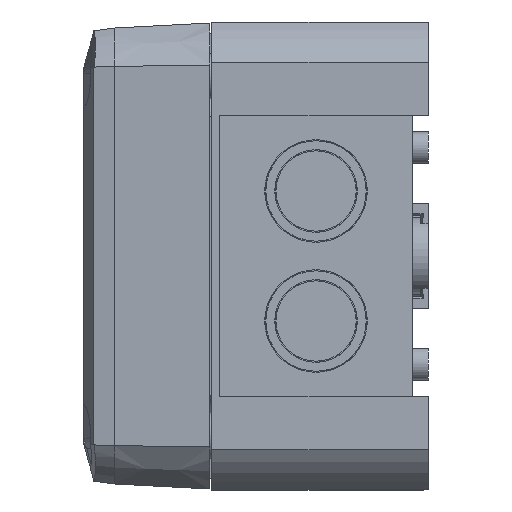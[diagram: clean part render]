
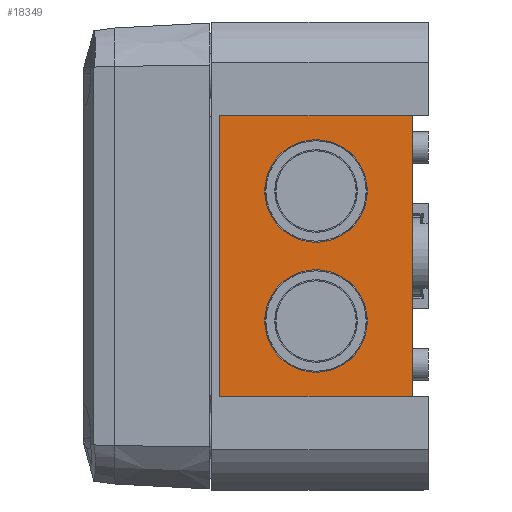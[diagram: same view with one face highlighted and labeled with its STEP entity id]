
A CAD part, left-side view. The second image highlights one B-rep face of the part: STEP entity #18349.
In plain terms, the highlighted planar face has unit normal (-1, -0.026, 0).
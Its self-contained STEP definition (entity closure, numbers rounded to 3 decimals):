
#274 = DIRECTION ( 'NONE',  ( 0.026, -1., 0. ) ) ;
#625 = CARTESIAN_POINT ( 'NONE',  ( -73.688, 48., 35.05 ) ) ;
#672 = AXIS2_PLACEMENT_3D ( 'NONE', #7710, #21837, #8458 ) ;
#1093 = ORIENTED_EDGE ( 'NONE', *, *, #13837, .T. ) ;
#1472 = CIRCLE ( 'NONE', #2032, 12.79 ) ;
#1856 = LINE ( 'NONE', #13672, #10453 ) ;
#1949 = CARTESIAN_POINT ( 'NONE',  ( -72.725, 11.214, 16.2 ) ) ;
#2032 = AXIS2_PLACEMENT_3D ( 'NONE', #28333, #19508, #274 ) ;
#2086 = CARTESIAN_POINT ( 'NONE',  ( -72.725, 11.214, -16.2 ) ) ;
#3319 = LINE ( 'NONE', #25420, #4268 ) ;
#4268 = VECTOR ( 'NONE', #34430, 1000. ) ;
#4356 = EDGE_CURVE ( 'NONE', #20985, #20985, #9399, .T. ) ;
#4688 = DIRECTION ( 'NONE',  ( 0.026, -1., 0. ) ) ;
#7478 = EDGE_CURVE ( 'NONE', #21348, #25114, #1856, .T. ) ;
#7710 = CARTESIAN_POINT ( 'NONE',  ( -73.741, 50., 0. ) ) ;
#8048 = ORIENTED_EDGE ( 'NONE', *, *, #4356, .F. ) ;
#8458 = DIRECTION ( 'NONE',  ( 0.026, -1., 0. ) ) ;
#9240 = DIRECTION ( 'NONE',  ( 0., 0., -1. ) ) ;
#9399 = CIRCLE ( 'NONE', #23840, 12.79 ) ;
#9408 = CARTESIAN_POINT ( 'NONE',  ( -73.688, 48., -35.05 ) ) ;
#9455 = EDGE_LOOP ( 'NONE', ( #20418 ) ) ;
#9768 = VERTEX_POINT ( 'NONE', #625 ) ;
#9942 = DIRECTION ( 'NONE',  ( -1., -0.026, 0. ) ) ;
#10453 = VECTOR ( 'NONE', #29740, 1000. ) ;
#10976 = PLANE ( 'NONE',  #672 ) ;
#11876 = ORIENTED_EDGE ( 'NONE', *, *, #15014, .T. ) ;
#12181 = EDGE_LOOP ( 'NONE', ( #27032, #23456, #1093, #11876 ) ) ;
#13672 = CARTESIAN_POINT ( 'NONE',  ( -72.431, 0., 0. ) ) ;
#13837 = EDGE_CURVE ( 'NONE', #25114, #9768, #3319, .T. ) ;
#14365 = VERTEX_POINT ( 'NONE', #27495 ) ;
#15014 = EDGE_CURVE ( 'NONE', #9768, #14365, #34045, .T. ) ;
#15367 = VERTEX_POINT ( 'NONE', #2086 ) ;
#16088 = CARTESIAN_POINT ( 'NONE',  ( -72.431, 0., 35.05 ) ) ;
#16241 = FACE_BOUND ( 'NONE', #9455, .T. ) ;
#16960 = LINE ( 'NONE', #30510, #32100 ) ;
#18349 = ADVANCED_FACE ( 'NONE', ( #16241, #35218, #32508 ), #10976, .T. ) ;
#19508 = DIRECTION ( 'NONE',  ( -1., -0.026, 0. ) ) ;
#19794 = CARTESIAN_POINT ( 'NONE',  ( -72.431, 0., -35.05 ) ) ;
#20418 = ORIENTED_EDGE ( 'NONE', *, *, #34894, .F. ) ;
#20985 = VERTEX_POINT ( 'NONE', #1949 ) ;
#21348 = VERTEX_POINT ( 'NONE', #19794 ) ;
#21837 = DIRECTION ( 'NONE',  ( -1., -0.026, 0. ) ) ;
#23456 = ORIENTED_EDGE ( 'NONE', *, *, #7478, .T. ) ;
#23720 = CARTESIAN_POINT ( 'NONE',  ( -73.06, 24., 16.2 ) ) ;
#23840 = AXIS2_PLACEMENT_3D ( 'NONE', #23720, #9942, #4688 ) ;
#23891 = EDGE_LOOP ( 'NONE', ( #8048 ) ) ;
#25114 = VERTEX_POINT ( 'NONE', #16088 ) ;
#25420 = CARTESIAN_POINT ( 'NONE',  ( -73.69, 48.042, 35.05 ) ) ;
#27032 = ORIENTED_EDGE ( 'NONE', *, *, #34902, .T. ) ;
#27495 = CARTESIAN_POINT ( 'NONE',  ( -73.688, 48., -35.05 ) ) ;
#28164 = DIRECTION ( 'NONE',  ( 0.026, -1., 0. ) ) ;
#28333 = CARTESIAN_POINT ( 'NONE',  ( -73.06, 24., -16.2 ) ) ;
#29740 = DIRECTION ( 'NONE',  ( 0., 0., 1. ) ) ;
#30510 = CARTESIAN_POINT ( 'NONE',  ( -73.69, 48.042, -35.05 ) ) ;
#32100 = VECTOR ( 'NONE', #28164, 1000. ) ;
#32508 = FACE_OUTER_BOUND ( 'NONE', #12181, .T. ) ;
#33859 = VECTOR ( 'NONE', #9240, 1000. ) ;
#34045 = LINE ( 'NONE', #9408, #33859 ) ;
#34430 = DIRECTION ( 'NONE',  ( -0.026, 1., 0. ) ) ;
#34894 = EDGE_CURVE ( 'NONE', #15367, #15367, #1472, .T. ) ;
#34902 = EDGE_CURVE ( 'NONE', #14365, #21348, #16960, .T. ) ;
#35218 = FACE_BOUND ( 'NONE', #23891, .T. ) ;
